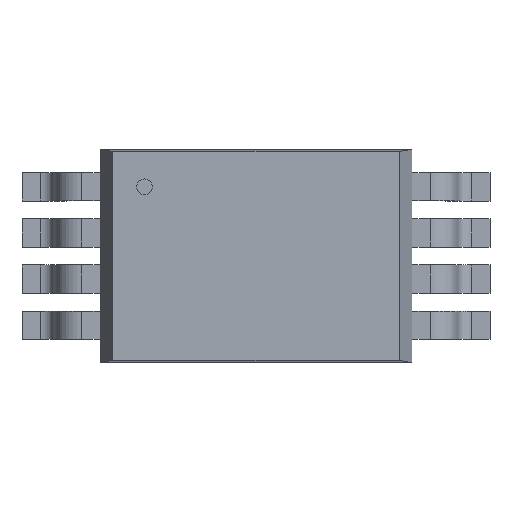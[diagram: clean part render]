
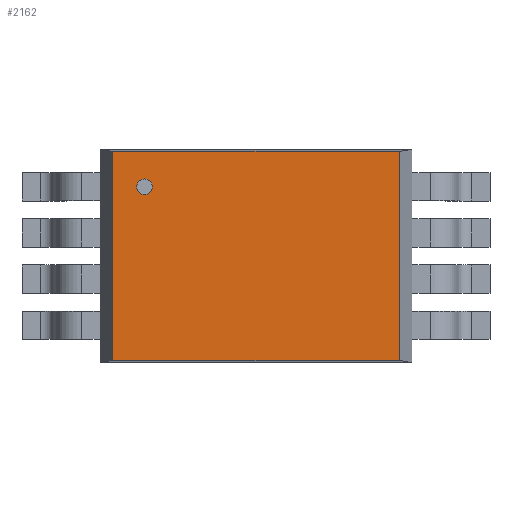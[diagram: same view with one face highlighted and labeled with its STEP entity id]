
A CAD part, top view. The second image highlights one B-rep face of the part: STEP entity #2162.
In plain terms, the highlighted planar face has unit normal (0, 0, 1).
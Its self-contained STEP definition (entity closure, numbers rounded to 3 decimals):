
#35=PLANE('',#2322);
#132=FACE_OUTER_BOUND('',#261,.T.);
#261=EDGE_LOOP('',(#1494,#1495,#1496,#1497));
#388=LINE('',#3169,#641);
#389=LINE('',#3171,#642);
#390=LINE('',#3173,#643);
#391=LINE('',#3174,#644);
#641=VECTOR('',#2527,10.);
#642=VECTOR('',#2528,10.);
#643=VECTOR('',#2529,10.);
#644=VECTOR('',#2530,10.);
#961=VERTEX_POINT('',#3167);
#962=VERTEX_POINT('',#3168);
#963=VERTEX_POINT('',#3170);
#964=VERTEX_POINT('',#3172);
#1172=EDGE_CURVE('',#961,#962,#388,.T.);
#1173=EDGE_CURVE('',#963,#961,#389,.T.);
#1174=EDGE_CURVE('',#964,#963,#390,.T.);
#1175=EDGE_CURVE('',#962,#964,#391,.T.);
#1494=ORIENTED_EDGE('',*,*,#1172,.F.);
#1495=ORIENTED_EDGE('',*,*,#1173,.F.);
#1496=ORIENTED_EDGE('',*,*,#1174,.F.);
#1497=ORIENTED_EDGE('',*,*,#1175,.F.);
#2162=ADVANCED_FACE('',(#132),#35,.T.);
#2322=AXIS2_PLACEMENT_3D('',#3166,#2525,#2526);
#2525=DIRECTION('center_axis',(0.,0.,1.));
#2526=DIRECTION('ref_axis',(0.,1.,0.));
#2527=DIRECTION('',(-1.,0.,0.));
#2528=DIRECTION('',(0.,-1.,0.));
#2529=DIRECTION('',(1.,0.,0.));
#2530=DIRECTION('',(0.,1.,0.));
#3166=CARTESIAN_POINT('Origin',(-2.019,-1.473,1.194));
#3167=CARTESIAN_POINT('',(2.019,-1.474,1.194));
#3168=CARTESIAN_POINT('',(-2.019,-1.474,1.194));
#3169=CARTESIAN_POINT('',(-2.108,-1.474,1.194));
#3170=CARTESIAN_POINT('',(2.019,1.474,1.194));
#3171=CARTESIAN_POINT('',(2.019,-1.486,1.194));
#3172=CARTESIAN_POINT('',(-2.019,1.474,1.194));
#3173=CARTESIAN_POINT('',(0.089,1.474,1.194));
#3174=CARTESIAN_POINT('',(-2.019,0.013,1.194));
